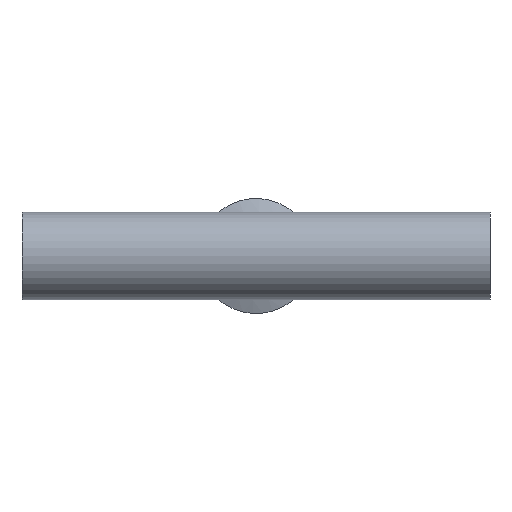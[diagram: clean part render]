
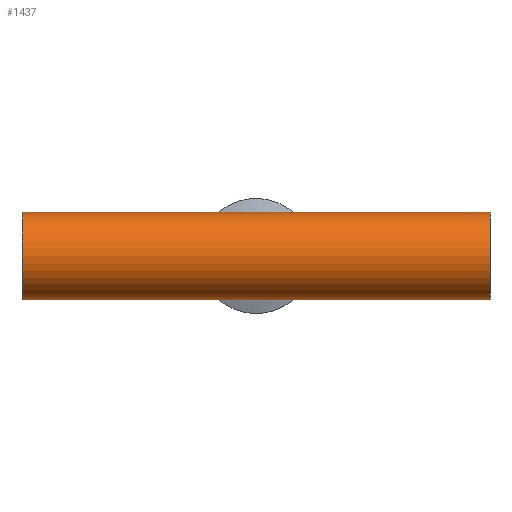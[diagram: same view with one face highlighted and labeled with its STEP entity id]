
A CAD part, front view. The second image highlights one B-rep face of the part: STEP entity #1437.
In plain terms, the highlighted cylindrical face has radius 9.525 mm (diameter 19.05 mm), a partial arc.
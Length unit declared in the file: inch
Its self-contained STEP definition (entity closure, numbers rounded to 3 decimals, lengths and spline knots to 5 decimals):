
#14 = DIRECTION ( 'NONE',  ( 1., 0., 0. ) ) ;
#27 = VECTOR ( 'NONE', #1770, 39.37008 ) ;
#28 = CARTESIAN_POINT ( 'NONE',  ( 2., 0., 0. ) ) ;
#137 = LINE ( 'NONE', #1962, #1508 ) ;
#177 = CARTESIAN_POINT ( 'NONE',  ( 2., 0., 0. ) ) ;
#234 = AXIS2_PLACEMENT_3D ( 'NONE', #28, #14, #1528 ) ;
#264 = CARTESIAN_POINT ( 'NONE',  ( -2., 0., -0.375 ) ) ;
#324 = DIRECTION ( 'NONE',  ( 1., 0., 0. ) ) ;
#354 = ORIENTED_EDGE ( 'NONE', *, *, #2134, .F. ) ;
#363 = VERTEX_POINT ( 'NONE', #264 ) ;
#468 = CARTESIAN_POINT ( 'NONE',  ( 2., 0., -0.375 ) ) ;
#475 = LINE ( 'NONE', #468, #27 ) ;
#496 = FACE_OUTER_BOUND ( 'NONE', #1383, .T. ) ;
#523 = EDGE_CURVE ( 'NONE', #1765, #1790, #137, .T. ) ;
#561 = EDGE_CURVE ( 'NONE', #1237, #363, #475, .T. ) ;
#633 = EDGE_CURVE ( 'NONE', #1790, #363, #1322, .T. ) ;
#657 = ORIENTED_EDGE ( 'NONE', *, *, #633, .T. ) ;
#878 = AXIS2_PLACEMENT_3D ( 'NONE', #177, #1525, #2016 ) ;
#923 = CARTESIAN_POINT ( 'NONE',  ( 2., 0., -0.375 ) ) ;
#958 = CARTESIAN_POINT ( 'NONE',  ( -2., 0., 0. ) ) ;
#1055 = CARTESIAN_POINT ( 'NONE',  ( -2., 0., 0.375 ) ) ;
#1179 = ORIENTED_EDGE ( 'NONE', *, *, #523, .T. ) ;
#1214 = CARTESIAN_POINT ( 'NONE',  ( 2., 0., 0.375 ) ) ;
#1237 = VERTEX_POINT ( 'NONE', #923 ) ;
#1322 = CIRCLE ( 'NONE', #1332, 0.375 ) ;
#1332 = AXIS2_PLACEMENT_3D ( 'NONE', #958, #324, #1472 ) ;
#1383 = EDGE_LOOP ( 'NONE', ( #2096, #354, #1179, #657 ) ) ;
#1437 = ADVANCED_FACE ( 'NONE', ( #496 ), #1605, .T. ) ;
#1472 = DIRECTION ( 'NONE',  ( 0., 0., -1. ) ) ;
#1508 = VECTOR ( 'NONE', #2103, 39.37008 ) ;
#1525 = DIRECTION ( 'NONE',  ( -1., 0., 0. ) ) ;
#1527 = CIRCLE ( 'NONE', #234, 0.375 ) ;
#1528 = DIRECTION ( 'NONE',  ( 0., 0., -1. ) ) ;
#1605 = CYLINDRICAL_SURFACE ( 'NONE', #878, 0.375 ) ;
#1765 = VERTEX_POINT ( 'NONE', #1214 ) ;
#1770 = DIRECTION ( 'NONE',  ( -1., 0., 0. ) ) ;
#1790 = VERTEX_POINT ( 'NONE', #1055 ) ;
#1962 = CARTESIAN_POINT ( 'NONE',  ( 2., 0., 0.375 ) ) ;
#2016 = DIRECTION ( 'NONE',  ( 0., 0., 1. ) ) ;
#2096 = ORIENTED_EDGE ( 'NONE', *, *, #561, .F. ) ;
#2103 = DIRECTION ( 'NONE',  ( -1., 0., 0. ) ) ;
#2134 = EDGE_CURVE ( 'NONE', #1765, #1237, #1527, .T. ) ;
